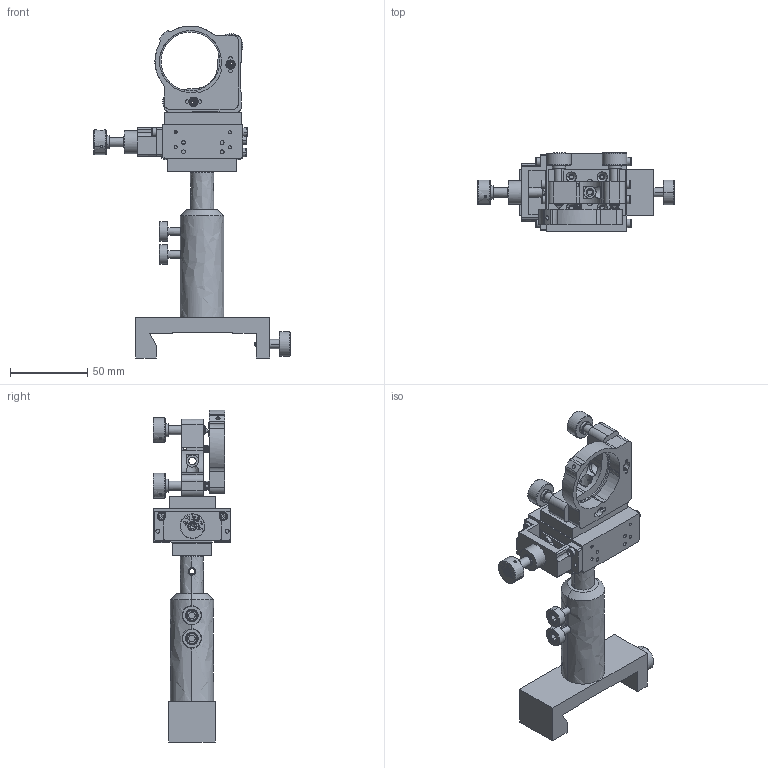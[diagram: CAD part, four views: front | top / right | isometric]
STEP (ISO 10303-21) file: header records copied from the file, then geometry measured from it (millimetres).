
FILE_DESCRIPTION(/* description */ (''),/* implementation_level */ '2;1');
FILE_NAME(/* name */ '02-OAC',/* time_stamp */ '2022-01-12T18:14:47+03:00',/* author */ (''),/* organization */ (''),/* preprocessor_version */ 'ST-DEVELOPER v15',/* originating_system */ '',/* authorisation */ '');
FILE_SCHEMA (('AUTOMOTIVE_DESIGN'));
Products named in the file (4): Document; Block 01; Block 03; Block 04
Assembly tree (3 placements, depth 2):
  Document
    Block 01
    Block 03
    Block 04
Bounding box: 127 x 50.5 x 214.99 mm (x, y, z)
Volume: 13166.1 mm3; surface area: 72339 mm2
Topology: 35 solids, 63 shells, 1638 faces, 4536 edges, 2898 vertices
Faces by surface type: bspline 1638
Entity records: 145799 total; most frequent: CARTESIAN_POINT 90301, B_SPLINE_CURVE_WITH_KNOTS 10915, ORIENTED_EDGE 8632, PCURVE 8632, DEFINITIONAL_REPRESENTATION 8632, SURFACE_CURVE 4403, EDGE_CURVE 4403, VERTEX_POINT 2900
